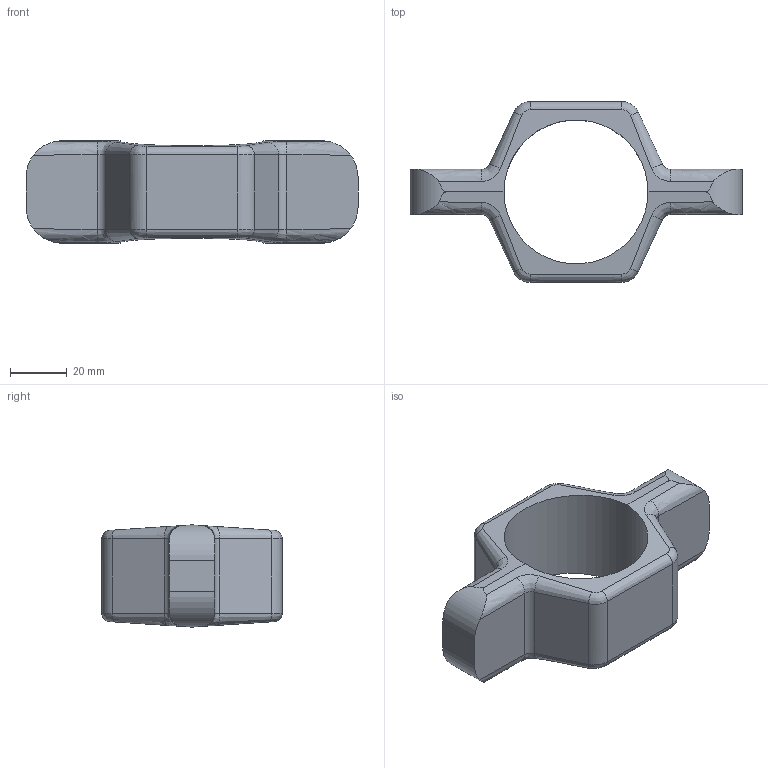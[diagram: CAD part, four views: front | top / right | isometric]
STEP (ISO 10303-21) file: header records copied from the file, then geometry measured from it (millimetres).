
FILE_DESCRIPTION (( 'STEP AP214' ), '1' );
FILE_NAME ('PHHW2.0T304SA 171117.STEP', '2017-11-17T08:31:41', ( 'admin' ), ( '' ), 'SwSTEP 2.0', 'SolidWorks 2013', '' );
FILE_SCHEMA (( 'AUTOMOTIVE_DESIGN' ));
Length unit declared in the file: inch
Products named in the file (1): PHHW2.0T304SA 171117
Bounding box: 116.84 x 63.5 x 35.97 mm (x, y, z)
Volume: 74453.6 mm3; surface area: 19443.2 mm2
Topology: 1 solids, 1 shells, 65 faces, 161 edges, 96 vertices
Faces by surface type: bspline 36, plane 16, cylinder 13
Full cylindrical faces by diameter (mm): 50.673 x1
Entity records: 2750 total; most frequent: CARTESIAN_POINT 1618, ORIENTED_EDGE 320, EDGE_CURVE 160, DIRECTION 104, VERTEX_POINT 96, B_SPLINE_CURVE_WITH_KNOTS 80, EDGE_LOOP 66, FACE_OUTER_BOUND 66
